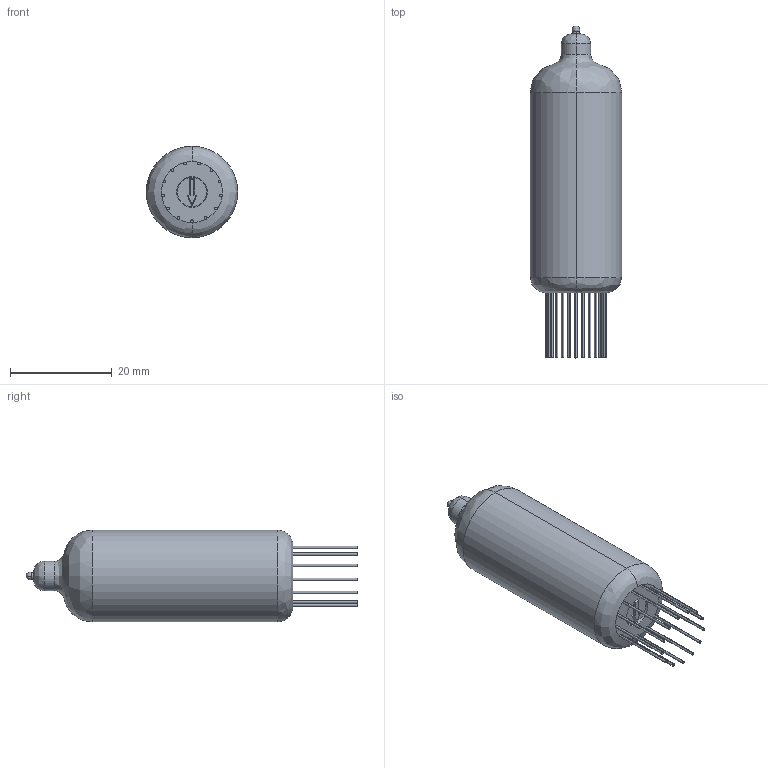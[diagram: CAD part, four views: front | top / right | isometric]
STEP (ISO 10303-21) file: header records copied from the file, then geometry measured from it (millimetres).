
FILE_DESCRIPTION(('FreeCAD Model'),'2;1');
FILE_NAME('Open CASCADE Shape Model','2023-12-26T20:21:44',('Author'),( ''),'Open CASCADE STEP processor 7.6','FreeCAD','Unknown');
FILE_SCHEMA(('AUTOMOTIVE_DESIGN { 1 0 10303 214 1 1 1 1 }'));
Length unit declared in the file: millimetre
Products named in the file (36): NX-SZP-IN14-v01; NX-SZP-IN14-10-v01_1; NX-SZP-IN14-11-v01_1; NX-SZP-IN14-12-v01_1; NX-SZP-IN14-13-v01_1; NX-SZP-IN14-14-v01_1; NX-SZP-IN14-15-v01_1; NX-SZP-IN14-16-v01_1; NX-SZP-IN14-17-v01_1; NX-SZP-IN14-18-v01_1; NX-SZP-IN14-00-v01_1; NX-SZP-IN14-01-v01_1; NX-SZP-IN14-02-v01_1; NX-SZP-IN14-03-v01_1; NX-SZP-IN14-04-v01_1; NX-SZP-IN14-05-v01_1; NX-SZP-IN14-06-v01_1; NX-SZP-IN14-07-v01_1; NX-SZP-IN14-08-v01_1; NX-SZP-IN14-09-v01_1; NX-SZP-IN14-19-v01_1; NX-SZP-IN14-20-v01_013; NX-SZP-IN14-20-v01_1; NX-SZP-IN14-20-v01_002; NX-SZP-IN14-20-v01_003; NX-SZP-IN14-20-v01_004; NX-SZP-IN14-20-v01_005; NX-SZP-IN14-20-v01_006; NX-SZP-IN14-20-v01_007; NX-SZP-IN14-20-v01_008; NX-SZP-IN14-20-v01_009; NX-SZP-IN14-20-v01_010; NX-SZP-IN14-20-v01_011; NX-SZP-IN14-20-v01_012; NX-SZP-IN14-21-v01_1; NX-SZP-IN14-21-v02_1
Assembly tree (48 placements, depth 3):
  NX-SZP-IN14-v01
    NX-SZP-IN14-10-v01_1
    NX-SZP-IN14-11-v01_1  x13
    NX-SZP-IN14-12-v01_1
    NX-SZP-IN14-13-v01_1
    NX-SZP-IN14-14-v01_1
    NX-SZP-IN14-15-v01_1
    NX-SZP-IN14-16-v01_1
    NX-SZP-IN14-17-v01_1
    NX-SZP-IN14-18-v01_1  x2
    NX-SZP-IN14-00-v01_1
    NX-SZP-IN14-01-v01_1
    NX-SZP-IN14-02-v01_1
    NX-SZP-IN14-03-v01_1
    NX-SZP-IN14-04-v01_1
    NX-SZP-IN14-05-v01_1
    NX-SZP-IN14-06-v01_1
    NX-SZP-IN14-07-v01_1
    NX-SZP-IN14-08-v01_1
    NX-SZP-IN14-09-v01_1
    NX-SZP-IN14-19-v01_1
    NX-SZP-IN14-20-v01_013
      NX-SZP-IN14-20-v01_1
      NX-SZP-IN14-20-v01_002
      NX-SZP-IN14-20-v01_003
      NX-SZP-IN14-20-v01_004
      NX-SZP-IN14-20-v01_005
      NX-SZP-IN14-20-v01_006
      NX-SZP-IN14-20-v01_007
      NX-SZP-IN14-20-v01_008
      NX-SZP-IN14-20-v01_009
      NX-SZP-IN14-20-v01_010
      NX-SZP-IN14-20-v01_011
      NX-SZP-IN14-20-v01_012
    NX-SZP-IN14-21-v01_1
    NX-SZP-IN14-21-v02_1
Bounding box: 18 x 65.3 x 18 mm (x, y, z)
Volume: 2750.2 mm3; surface area: 10320.4 mm2
Topology: 47 solids, 48 shells, 2061 faces, 5998 edges, 3972 vertices
Faces by surface type: plane 1472, cylinder 504, bspline 83, cone 2
Entity records: 67697 total; most frequent: CARTESIAN_POINT 13335, ORIENTED_EDGE 11528, DIRECTION 10427, EDGE_CURVE 5764, LINE 4747, VECTOR 4747, VERTEX_POINT 3820, AXIS2_PLACEMENT_3D 2840
